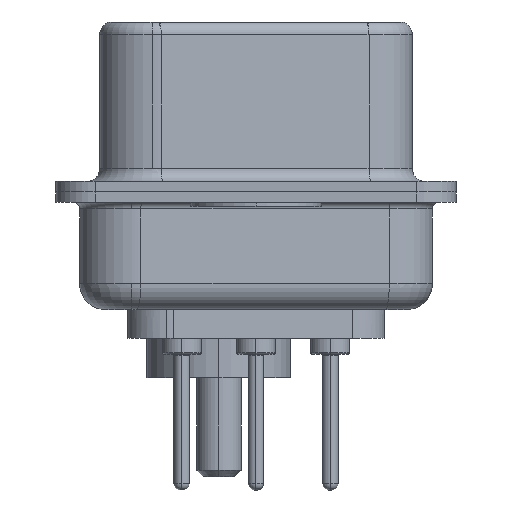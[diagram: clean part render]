
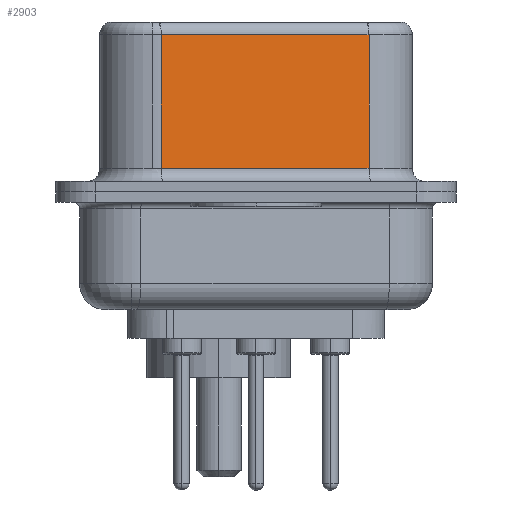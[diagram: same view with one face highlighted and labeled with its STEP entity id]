
A CAD part, left-side view. The second image highlights one B-rep face of the part: STEP entity #2903.
In plain terms, the highlighted planar face has unit normal (-0.985, -0.174, 0).
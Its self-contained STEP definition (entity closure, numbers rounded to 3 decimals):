
#2903 = ADVANCED_FACE ( 'NONE', ( #5358 ), #14956, .F. ) ;
#5358 = FACE_OUTER_BOUND ( 'NONE', #6536, .T. ) ;
#6536 = EDGE_LOOP ( 'NONE', ( #14387, #19746, #9697, #21536 ) ) ;
#7021 = VECTOR ( 'NONE', #11924, 1000. ) ;
#7494 = CARTESIAN_POINT ( 'NONE',  ( 3.73, 3.628, 0.9 ) ) ;
#7877 = EDGE_CURVE ( 'NONE', #21028, #25142, #25637, .T. ) ;
#8604 = DIRECTION ( 'NONE',  ( 0., 0., -1. ) ) ;
#8733 = VECTOR ( 'NONE', #8604, 1000. ) ;
#9266 = VECTOR ( 'NONE', #9759, 1000. ) ;
#9671 = DIRECTION ( 'NONE',  ( 0.985, 0.174, 0. ) ) ;
#9697 = ORIENTED_EDGE ( 'NONE', *, *, #7877, .T. ) ;
#9755 = CARTESIAN_POINT ( 'NONE',  ( 5.132, -4.322, 6.52 ) ) ;
#9759 = DIRECTION ( 'NONE',  ( 0., 0., -1. ) ) ;
#10277 = EDGE_CURVE ( 'NONE', #13838, #10356, #19626, .T. ) ;
#10356 = VERTEX_POINT ( 'NONE', #19072 ) ;
#11549 = CARTESIAN_POINT ( 'NONE',  ( 3.73, 3.628, 6.52 ) ) ;
#11924 = DIRECTION ( 'NONE',  ( -0.174, 0.985, 0. ) ) ;
#12606 = EDGE_CURVE ( 'NONE', #13838, #21028, #23332, .T. ) ;
#13838 = VERTEX_POINT ( 'NONE', #23211 ) ;
#14387 = ORIENTED_EDGE ( 'NONE', *, *, #10277, .F. ) ;
#14956 = PLANE ( 'NONE',  #18094 ) ;
#16652 = CARTESIAN_POINT ( 'NONE',  ( 5.132, -4.322, 6.52 ) ) ;
#17537 = VECTOR ( 'NONE', #24516, 1000. ) ;
#18094 = AXIS2_PLACEMENT_3D ( 'NONE', #9755, #9671, #25956 ) ;
#19072 = CARTESIAN_POINT ( 'NONE',  ( 5.132, -4.322, 0.9 ) ) ;
#19626 = LINE ( 'NONE', #16652, #8733 ) ;
#19746 = ORIENTED_EDGE ( 'NONE', *, *, #12606, .T. ) ;
#20360 = EDGE_CURVE ( 'NONE', #25142, #10356, #22965, .T. ) ;
#21028 = VERTEX_POINT ( 'NONE', #24485 ) ;
#21536 = ORIENTED_EDGE ( 'NONE', *, *, #20360, .T. ) ;
#22246 = CARTESIAN_POINT ( 'NONE',  ( 5.132, -4.322, 6.02 ) ) ;
#22965 = LINE ( 'NONE', #24427, #17537 ) ;
#23211 = CARTESIAN_POINT ( 'NONE',  ( 5.132, -4.322, 6.02 ) ) ;
#23332 = LINE ( 'NONE', #22246, #7021 ) ;
#24427 = CARTESIAN_POINT ( 'NONE',  ( 5.132, -4.322, 0.9 ) ) ;
#24485 = CARTESIAN_POINT ( 'NONE',  ( 3.73, 3.628, 6.02 ) ) ;
#24516 = DIRECTION ( 'NONE',  ( 0.174, -0.985, 0. ) ) ;
#25142 = VERTEX_POINT ( 'NONE', #7494 ) ;
#25637 = LINE ( 'NONE', #11549, #9266 ) ;
#25956 = DIRECTION ( 'NONE',  ( -0.174, 0.985, 0. ) ) ;
